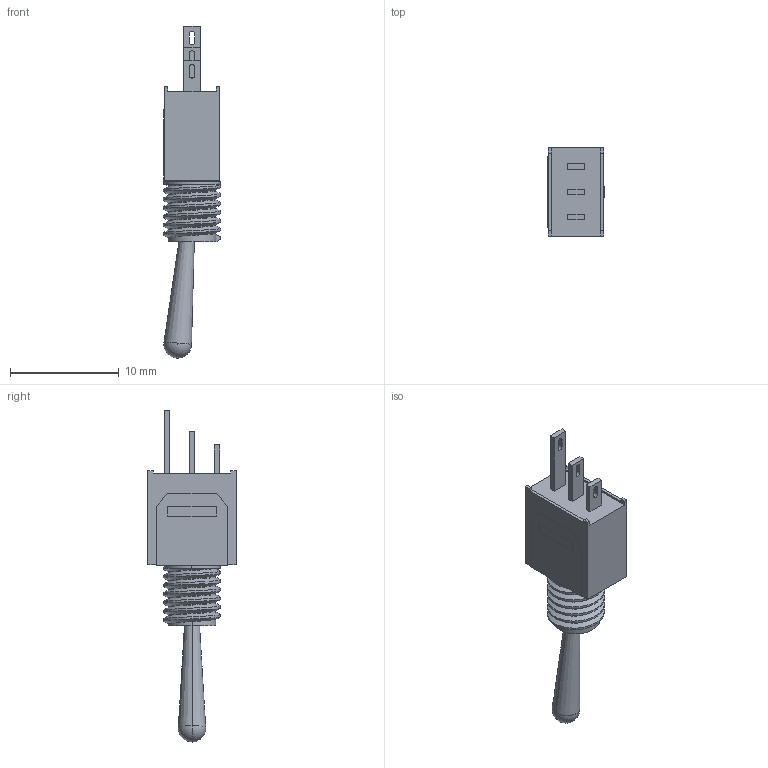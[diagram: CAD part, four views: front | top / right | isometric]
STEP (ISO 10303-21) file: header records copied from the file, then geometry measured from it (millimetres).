
FILE_DESCRIPTION (( 'STEP AP214' ), '1' );
FILE_NAME ('2MS1T1B1M1QES.STEP', '2023-06-15T18:53:36', ( '' ), ( '' ), 'SwSTEP 2.0', 'SolidWorks 2022', '' );
FILE_SCHEMA (( 'AUTOMOTIVE_DESIGN' ));
Length unit declared in the file: millimetre
Products named in the file (1): 2MS1T1B1M1QES
Bounding box: 5.25 x 8.13 x 30.5 mm (x, y, z)
Volume: 426.5 mm3; surface area: 636.7 mm2
Topology: 2 solids, 2 shells, 101 faces, 271 edges, 176 vertices
Faces by surface type: plane 67, cylinder 25, cone 4, bspline 3, sphere 2
Entity records: 4259 total; most frequent: CARTESIAN_POINT 1665, ORIENTED_EDGE 528, DIRECTION 459, EDGE_CURVE 264, LINE 193, VECTOR 193, VERTEX_POINT 173, AXIS2_PLACEMENT_3D 133
